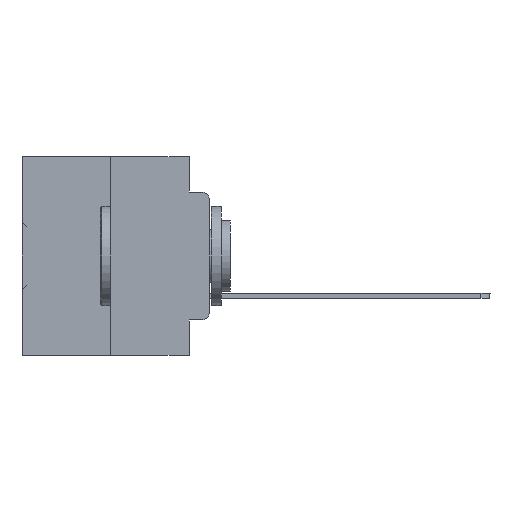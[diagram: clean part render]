
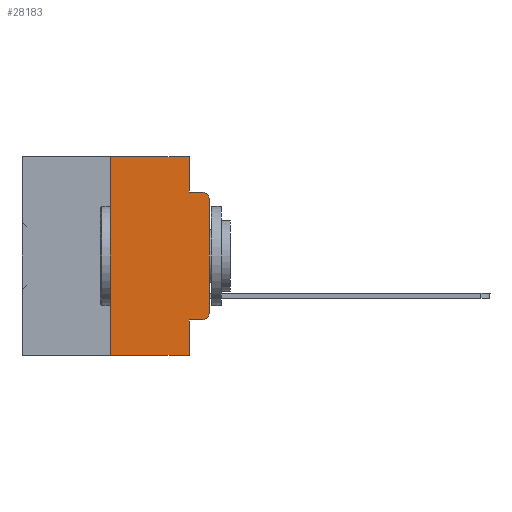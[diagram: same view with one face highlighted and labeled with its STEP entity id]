
A CAD part, left-side view. The second image highlights one B-rep face of the part: STEP entity #28183.
In plain terms, the highlighted planar face has unit normal (-1, 0, 0).
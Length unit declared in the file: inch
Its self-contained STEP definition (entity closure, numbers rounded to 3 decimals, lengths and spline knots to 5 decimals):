
#153 = CARTESIAN_POINT ( 'NONE',  ( 0., 0.02, -0.1085 ) ) ;
#509 = AXIS2_PLACEMENT_3D ( 'NONE', #14992, #14613, #29534 ) ;
#1381 = ORIENTED_EDGE ( 'NONE', *, *, #16680, .T. ) ;
#1475 = ORIENTED_EDGE ( 'NONE', *, *, #37209, .T. ) ;
#2126 = VERTEX_POINT ( 'NONE', #15164 ) ;
#3462 = DIRECTION ( 'NONE',  ( 0., -1., 0. ) ) ;
#4407 = CARTESIAN_POINT ( 'NONE',  ( 0., 0.02, -0.4115 ) ) ;
#4640 = VECTOR ( 'NONE', #7922, 39.37008 ) ;
#4773 = LINE ( 'NONE', #27509, #37792 ) ;
#4857 = DIRECTION ( 'NONE',  ( 0., 0., -1. ) ) ;
#6965 = VERTEX_POINT ( 'NONE', #14854 ) ;
#7262 = CARTESIAN_POINT ( 'NONE',  ( 0., 0.051, -0.5 ) ) ;
#7864 = DIRECTION ( 'NONE',  ( 1., 0., 0. ) ) ;
#7922 = DIRECTION ( 'NONE',  ( 0., 0., 1. ) ) ;
#7976 = CARTESIAN_POINT ( 'NONE',  ( 0., 0.051, -0.0885 ) ) ;
#7984 = CARTESIAN_POINT ( 'NONE',  ( 0., 0., -0.3915 ) ) ;
#8306 = LINE ( 'NONE', #19112, #19969 ) ;
#9200 = VECTOR ( 'NONE', #20236, 39.37008 ) ;
#9360 = ORIENTED_EDGE ( 'NONE', *, *, #21188, .T. ) ;
#10434 = VECTOR ( 'NONE', #33634, 39.37008 ) ;
#11121 = PLANE ( 'NONE',  #30396 ) ;
#12024 = LINE ( 'NONE', #27552, #18977 ) ;
#12146 = VERTEX_POINT ( 'NONE', #26971 ) ;
#13596 = VERTEX_POINT ( 'NONE', #7262 ) ;
#14613 = DIRECTION ( 'NONE',  ( -1., 0., 0. ) ) ;
#14854 = CARTESIAN_POINT ( 'NONE',  ( 0., 0.051, -0.4115 ) ) ;
#14927 = EDGE_CURVE ( 'NONE', #6965, #13596, #30323, .T. ) ;
#14992 = CARTESIAN_POINT ( 'NONE',  ( 0., 0.02, -0.3915 ) ) ;
#15164 = CARTESIAN_POINT ( 'NONE',  ( 0., 0.25, 0. ) ) ;
#15188 = ORIENTED_EDGE ( 'NONE', *, *, #17466, .F. ) ;
#15874 = CIRCLE ( 'NONE', #509, 0.02 ) ;
#16122 = VERTEX_POINT ( 'NONE', #7976 ) ;
#16680 = EDGE_CURVE ( 'NONE', #20271, #34981, #8306, .T. ) ;
#17133 = LINE ( 'NONE', #22868, #9200 ) ;
#17180 = EDGE_CURVE ( 'NONE', #2126, #12146, #12024, .T. ) ;
#17466 = EDGE_CURVE ( 'NONE', #12146, #16122, #17133, .T. ) ;
#18977 = VECTOR ( 'NONE', #30505, 39.37008 ) ;
#19112 = CARTESIAN_POINT ( 'NONE',  ( 0., 0., 0. ) ) ;
#19168 = VECTOR ( 'NONE', #34469, 39.37008 ) ;
#19261 = LINE ( 'NONE', #21706, #10434 ) ;
#19969 = VECTOR ( 'NONE', #22111, 39.37008 ) ;
#19982 = VERTEX_POINT ( 'NONE', #24297 ) ;
#19995 = EDGE_CURVE ( 'NONE', #19982, #13596, #25404, .T. ) ;
#20236 = DIRECTION ( 'NONE',  ( 0., 0., -1. ) ) ;
#20271 = VERTEX_POINT ( 'NONE', #7984 ) ;
#21188 = EDGE_CURVE ( 'NONE', #6965, #37567, #19261, .T. ) ;
#21563 = FACE_OUTER_BOUND ( 'NONE', #37080, .T. ) ;
#21692 = EDGE_CURVE ( 'NONE', #16122, #37260, #4773, .T. ) ;
#21706 = CARTESIAN_POINT ( 'NONE',  ( 0., 0.051, -0.4115 ) ) ;
#22111 = DIRECTION ( 'NONE',  ( 0., 0., 1. ) ) ;
#22414 = CIRCLE ( 'NONE', #29137, 0.02 ) ;
#22850 = CARTESIAN_POINT ( 'NONE',  ( 0., 0.473, 0. ) ) ;
#22868 = CARTESIAN_POINT ( 'NONE',  ( 0., 0.051, 0. ) ) ;
#23314 = LINE ( 'NONE', #26159, #4640 ) ;
#24140 = ORIENTED_EDGE ( 'NONE', *, *, #19995, .T. ) ;
#24277 = DIRECTION ( 'NONE',  ( 0., -1., 0. ) ) ;
#24297 = CARTESIAN_POINT ( 'NONE',  ( 0., 0.25, -0.5 ) ) ;
#25404 = LINE ( 'NONE', #33322, #28175 ) ;
#26159 = CARTESIAN_POINT ( 'NONE',  ( 0., 0.25, 0. ) ) ;
#26767 = ORIENTED_EDGE ( 'NONE', *, *, #14927, .F. ) ;
#26836 = DIRECTION ( 'NONE',  ( 0., 0., -1. ) ) ;
#26853 = ORIENTED_EDGE ( 'NONE', *, *, #17180, .F. ) ;
#26971 = CARTESIAN_POINT ( 'NONE',  ( 0., 0.051, 0. ) ) ;
#27509 = CARTESIAN_POINT ( 'NONE',  ( 0., 0.051, -0.0885 ) ) ;
#27552 = CARTESIAN_POINT ( 'NONE',  ( 0., 0.473, 0. ) ) ;
#28175 = VECTOR ( 'NONE', #3462, 39.37008 ) ;
#28183 = ADVANCED_FACE ( 'NONE', ( #21563 ), #11121, .F. ) ;
#29137 = AXIS2_PLACEMENT_3D ( 'NONE', #153, #35881, #26836 ) ;
#29534 = DIRECTION ( 'NONE',  ( 0., 0., -1. ) ) ;
#30319 = ORIENTED_EDGE ( 'NONE', *, *, #30517, .F. ) ;
#30323 = LINE ( 'NONE', #34596, #19168 ) ;
#30396 = AXIS2_PLACEMENT_3D ( 'NONE', #22850, #7864, #4857 ) ;
#30505 = DIRECTION ( 'NONE',  ( 0., -1., 0. ) ) ;
#30517 = EDGE_CURVE ( 'NONE', #19982, #2126, #23314, .T. ) ;
#33322 = CARTESIAN_POINT ( 'NONE',  ( 0., 0.473, -0.5 ) ) ;
#33634 = DIRECTION ( 'NONE',  ( 0., -1., 0. ) ) ;
#34469 = DIRECTION ( 'NONE',  ( 0., 0., -1. ) ) ;
#34596 = CARTESIAN_POINT ( 'NONE',  ( 0., 0.051, 0. ) ) ;
#34879 = ORIENTED_EDGE ( 'NONE', *, *, #21692, .F. ) ;
#34981 = VERTEX_POINT ( 'NONE', #38206 ) ;
#35494 = CARTESIAN_POINT ( 'NONE',  ( 0., 0.02, -0.0885 ) ) ;
#35881 = DIRECTION ( 'NONE',  ( -1., 0., 0. ) ) ;
#36618 = ORIENTED_EDGE ( 'NONE', *, *, #37256, .T. ) ;
#37080 = EDGE_LOOP ( 'NONE', ( #1381, #1475, #34879, #15188, #26853, #30319, #24140, #26767, #9360, #36618 ) ) ;
#37209 = EDGE_CURVE ( 'NONE', #34981, #37260, #22414, .T. ) ;
#37256 = EDGE_CURVE ( 'NONE', #37567, #20271, #15874, .T. ) ;
#37260 = VERTEX_POINT ( 'NONE', #35494 ) ;
#37567 = VERTEX_POINT ( 'NONE', #4407 ) ;
#37792 = VECTOR ( 'NONE', #24277, 39.37008 ) ;
#38206 = CARTESIAN_POINT ( 'NONE',  ( 0., 0., -0.1085 ) ) ;
